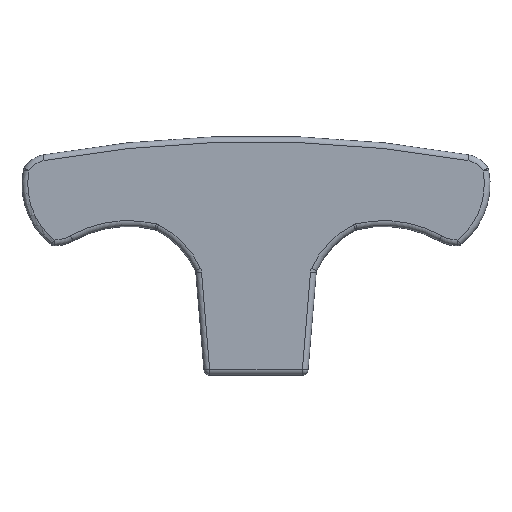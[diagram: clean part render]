
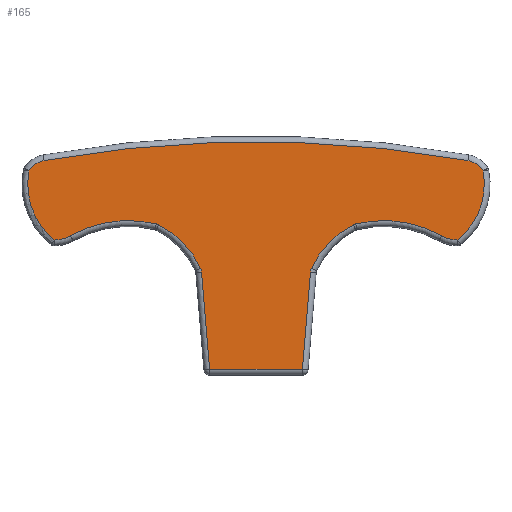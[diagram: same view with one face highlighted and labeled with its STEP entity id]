
A CAD part, top view. The second image highlights one B-rep face of the part: STEP entity #165.
In plain terms, the highlighted planar face has unit normal (0, 0, 1).
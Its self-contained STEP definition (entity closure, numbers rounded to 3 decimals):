
#165 = ADVANCED_FACE( '', ( #450 ), #451, .T. );
#450 = FACE_OUTER_BOUND( '', #812, .T. );
#451 = PLANE( '', #813 );
#812 = EDGE_LOOP( '', ( #1276, #1277, #1278, #1279, #1280, #1281, #1282, #1283, #1284, #1285, #1286, #1287, #1288, #1289, #1290, #1291, #1292, #1293 ) );
#813 = AXIS2_PLACEMENT_3D( '', #1294, #1295, #1296 );
#1276 = ORIENTED_EDGE( '', *, *, #1899, .T. );
#1277 = ORIENTED_EDGE( '', *, *, #1900, .T. );
#1278 = ORIENTED_EDGE( '', *, *, #1901, .T. );
#1279 = ORIENTED_EDGE( '', *, *, #1902, .T. );
#1280 = ORIENTED_EDGE( '', *, *, #1834, .T. );
#1281 = ORIENTED_EDGE( '', *, *, #1903, .T. );
#1282 = ORIENTED_EDGE( '', *, *, #1904, .T. );
#1283 = ORIENTED_EDGE( '', *, *, #1905, .T. );
#1284 = ORIENTED_EDGE( '', *, *, #1906, .T. );
#1285 = ORIENTED_EDGE( '', *, *, #1907, .T. );
#1286 = ORIENTED_EDGE( '', *, *, #1908, .T. );
#1287 = ORIENTED_EDGE( '', *, *, #1837, .T. );
#1288 = ORIENTED_EDGE( '', *, *, #1909, .T. );
#1289 = ORIENTED_EDGE( '', *, *, #1910, .T. );
#1290 = ORIENTED_EDGE( '', *, *, #1911, .T. );
#1291 = ORIENTED_EDGE( '', *, *, #1912, .T. );
#1292 = ORIENTED_EDGE( '', *, *, #1913, .T. );
#1293 = ORIENTED_EDGE( '', *, *, #1914, .T. );
#1294 = CARTESIAN_POINT( '', ( -40.245, -17., 20. ) );
#1295 = DIRECTION( '', ( 0., 0., 1. ) );
#1296 = DIRECTION( '', ( 1., 0., 0. ) );
#1834 = EDGE_CURVE( '', #2102, #2100, #2103, .T. );
#1837 = EDGE_CURVE( '', #2106, #2107, #2108, .T. );
#1899 = EDGE_CURVE( '', #2188, #2156, #2208, .T. );
#1900 = EDGE_CURVE( '', #2156, #2209, #2210, .T. );
#1901 = EDGE_CURVE( '', #2209, #2211, #2212, .T. );
#1902 = EDGE_CURVE( '', #2211, #2102, #2213, .T. );
#1903 = EDGE_CURVE( '', #2100, #2214, #2215, .T. );
#1904 = EDGE_CURVE( '', #2214, #2216, #2217, .F. );
#1905 = EDGE_CURVE( '', #2216, #2218, #2219, .F. );
#1906 = EDGE_CURVE( '', #2218, #2220, #2221, .F. );
#1907 = EDGE_CURVE( '', #2220, #2222, #2223, .F. );
#1908 = EDGE_CURVE( '', #2222, #2106, #2224, .T. );
#1909 = EDGE_CURVE( '', #2107, #2225, #2226, .T. );
#1910 = EDGE_CURVE( '', #2225, #2227, #2228, .F. );
#1911 = EDGE_CURVE( '', #2227, #2229, #2230, .F. );
#1912 = EDGE_CURVE( '', #2229, #2231, #2232, .F. );
#1913 = EDGE_CURVE( '', #2231, #2233, #2234, .F. );
#1914 = EDGE_CURVE( '', #2233, #2188, #2235, .T. );
#2100 = VERTEX_POINT( '', #2461 );
#2102 = VERTEX_POINT( '', #2463 );
#2103 = B_SPLINE_CURVE_WITH_KNOTS( '', 2, ( #2464, #2465, #2466, #2467, #2468, #2469, #2470, #2471, #2472 ), .UNSPECIFIED., .F., .F., ( 3, 2, 2, 2, 3 ), ( 0., 0.25, 0.5, 0.75, 1. ), .UNSPECIFIED. );
#2106 = VERTEX_POINT( '', #2475 );
#2107 = VERTEX_POINT( '', #2476 );
#2108 = LINE( '', #2477, #2478 );
#2156 = VERTEX_POINT( '', #2533 );
#2188 = VERTEX_POINT( '', #2567 );
#2208 = CIRCLE( '', #2591, 12.398 );
#2209 = VERTEX_POINT( '', #2592 );
#2210 = CIRCLE( '', #2593, 3.828 );
#2211 = VERTEX_POINT( '', #2594 );
#2212 = CIRCLE( '', #2595, 210.714 );
#2213 = CIRCLE( '', #2596, 3.828 );
#2214 = VERTEX_POINT( '', #2597 );
#2215 = CIRCLE( '', #2598, 5.77 );
#2216 = VERTEX_POINT( '', #2599 );
#2217 = CIRCLE( '', #2600, 20.513 );
#2218 = VERTEX_POINT( '', #2601 );
#2219 = CIRCLE( '', #2602, 2. );
#2220 = VERTEX_POINT( '', #2603 );
#2221 = CIRCLE( '', #2604, 15.844 );
#2222 = VERTEX_POINT( '', #2605 );
#2223 = CIRCLE( '', #2606, 2. );
#2224 = LINE( '', #2607, #2608 );
#2225 = VERTEX_POINT( '', #2609 );
#2226 = LINE( '', #2610, #2611 );
#2227 = VERTEX_POINT( '', #2612 );
#2228 = CIRCLE( '', #2613, 2. );
#2229 = VERTEX_POINT( '', #2614 );
#2230 = CIRCLE( '', #2615, 15.844 );
#2231 = VERTEX_POINT( '', #2616 );
#2232 = CIRCLE( '', #2617, 2. );
#2233 = VERTEX_POINT( '', #2618 );
#2234 = CIRCLE( '', #2619, 20.513 );
#2235 = CIRCLE( '', #2620, 5.77 );
#2461 = CARTESIAN_POINT( '', ( -35.078, 5.51, 20. ) );
#2463 = CARTESIAN_POINT( '', ( -39.55, 17.536, 20. ) );
#2464 = CARTESIAN_POINT( '', ( -39.55, 17.536, 20. ) );
#2465 = CARTESIAN_POINT( '', ( -39.86, 15.901, 20. ) );
#2466 = CARTESIAN_POINT( '', ( -39.729, 14.242, 20. ) );
#2467 = CARTESIAN_POINT( '', ( -39.593, 12.52, 20. ) );
#2468 = CARTESIAN_POINT( '', ( -38.99, 10.899, 20. ) );
#2469 = CARTESIAN_POINT( '', ( -38.388, 9.28, 20. ) );
#2470 = CARTESIAN_POINT( '', ( -37.365, 7.886, 20. ) );
#2471 = CARTESIAN_POINT( '', ( -36.382, 6.545, 20. ) );
#2472 = CARTESIAN_POINT( '', ( -35.078, 5.51, 20. ) );
#2475 = CARTESIAN_POINT( '', ( -8.08, -17., 20. ) );
#2476 = CARTESIAN_POINT( '', ( 8.08, -17., 20. ) );
#2477 = CARTESIAN_POINT( '', ( -40.245, -17., 20. ) );
#2478 = VECTOR( '', #2900, 1000. );
#2533 = CARTESIAN_POINT( '', ( 39.55, 17.536, 20. ) );
#2567 = CARTESIAN_POINT( '', ( 35.078, 5.51, 20. ) );
#2591 = AXIS2_PLACEMENT_3D( '', #3013, #3014, #3015 );
#2592 = CARTESIAN_POINT( '', ( 36.924, 19.358, 20. ) );
#2593 = AXIS2_PLACEMENT_3D( '', #3016, #3017, #3018 );
#2594 = CARTESIAN_POINT( '', ( -36.924, 19.358, 20. ) );
#2595 = AXIS2_PLACEMENT_3D( '', #3019, #3020, #3021 );
#2596 = AXIS2_PLACEMENT_3D( '', #3022, #3023, #3024 );
#2597 = CARTESIAN_POINT( '', ( -32.328, 6.253, 20. ) );
#2598 = AXIS2_PLACEMENT_3D( '', #3025, #3026, #3027 );
#2599 = CARTESIAN_POINT( '', ( -17.361, 8.301, 20. ) );
#2600 = AXIS2_PLACEMENT_3D( '', #3028, #3029, #3030 );
#2601 = CARTESIAN_POINT( '', ( -16.937, 8.144, 20. ) );
#2602 = AXIS2_PLACEMENT_3D( '', #3031, #3032, #3033 );
#2603 = CARTESIAN_POINT( '', ( -9.663, 0.577, 20. ) );
#2604 = AXIS2_PLACEMENT_3D( '', #3034, #3035, #3036 );
#2605 = CARTESIAN_POINT( '', ( -9.489, -0.087, 20. ) );
#2606 = AXIS2_PLACEMENT_3D( '', #3037, #3038, #3039 );
#2607 = CARTESIAN_POINT( '', ( -9.489, -0.087, 20. ) );
#2608 = VECTOR( '', #3040, 1000. );
#2609 = CARTESIAN_POINT( '', ( 9.489, -0.087, 20. ) );
#2610 = CARTESIAN_POINT( '', ( 8.08, -17., 20. ) );
#2611 = VECTOR( '', #3041, 1000. );
#2612 = CARTESIAN_POINT( '', ( 9.663, 0.577, 20. ) );
#2613 = AXIS2_PLACEMENT_3D( '', #3042, #3043, #3044 );
#2614 = CARTESIAN_POINT( '', ( 16.937, 8.144, 20. ) );
#2615 = AXIS2_PLACEMENT_3D( '', #3045, #3046, #3047 );
#2616 = CARTESIAN_POINT( '', ( 17.361, 8.301, 20. ) );
#2617 = AXIS2_PLACEMENT_3D( '', #3048, #3049, #3050 );
#2618 = CARTESIAN_POINT( '', ( 32.328, 6.253, 20. ) );
#2619 = AXIS2_PLACEMENT_3D( '', #3051, #3052, #3053 );
#2620 = AXIS2_PLACEMENT_3D( '', #3054, #3055, #3056 );
#2900 = DIRECTION( '', ( 1., 0., 0. ) );
#3013 = CARTESIAN_POINT( '', ( 27.37, 15.221, 20. ) );
#3014 = DIRECTION( '', ( 0., 0., 1. ) );
#3015 = DIRECTION( '', ( 1., 0., 0. ) );
#3016 = CARTESIAN_POINT( '', ( 36.254, 15.59, 20. ) );
#3017 = DIRECTION( '', ( 0., 0., 1. ) );
#3018 = DIRECTION( '', ( 1., 0., 0. ) );
#3019 = CARTESIAN_POINT( '', ( 0., -188.096, 20. ) );
#3020 = DIRECTION( '', ( 0., 0., 1. ) );
#3021 = DIRECTION( '', ( 0., -1., 0. ) );
#3022 = CARTESIAN_POINT( '', ( -36.254, 15.59, 20. ) );
#3023 = DIRECTION( '', ( 0., 0., 1. ) );
#3024 = DIRECTION( '', ( 1., 0., 0. ) );
#3025 = CARTESIAN_POINT( '', ( -35.16, 11.28, 20. ) );
#3026 = DIRECTION( '', ( 0., 0., 1. ) );
#3027 = DIRECTION( '', ( 1., 0., 0. ) );
#3028 = CARTESIAN_POINT( '', ( -22.259, -11.619, 20. ) );
#3029 = DIRECTION( '', ( 0., 0., 1. ) );
#3030 = DIRECTION( '', ( 1., 0., 0. ) );
#3031 = CARTESIAN_POINT( '', ( -17.839, 6.359, 20. ) );
#3032 = DIRECTION( '', ( 0., 0., 1. ) );
#3033 = DIRECTION( '', ( 1., 0., 0. ) );
#3034 = CARTESIAN_POINT( '', ( -24.077, -6., 20. ) );
#3035 = DIRECTION( '', ( 0., 0., 1. ) );
#3036 = DIRECTION( '', ( 1., 0., 0. ) );
#3037 = CARTESIAN_POINT( '', ( -11.482, -0.254, 20. ) );
#3038 = DIRECTION( '', ( 0., 0., 1. ) );
#3039 = DIRECTION( '', ( 1., 0., 0. ) );
#3040 = DIRECTION( '', ( 0.083, -0.997, 0. ) );
#3041 = DIRECTION( '', ( 0.083, 0.997, 0. ) );
#3042 = CARTESIAN_POINT( '', ( 11.482, -0.254, 20. ) );
#3043 = DIRECTION( '', ( 0., 0., 1. ) );
#3044 = DIRECTION( '', ( 1., 0., 0. ) );
#3045 = CARTESIAN_POINT( '', ( 24.077, -6., 20. ) );
#3046 = DIRECTION( '', ( 0., 0., 1. ) );
#3047 = DIRECTION( '', ( 1., 0., 0. ) );
#3048 = CARTESIAN_POINT( '', ( 17.839, 6.359, 20. ) );
#3049 = DIRECTION( '', ( 0., 0., 1. ) );
#3050 = DIRECTION( '', ( 1., 0., 0. ) );
#3051 = CARTESIAN_POINT( '', ( 22.259, -11.619, 20. ) );
#3052 = DIRECTION( '', ( 0., 0., 1. ) );
#3053 = DIRECTION( '', ( 1., 0., 0. ) );
#3054 = CARTESIAN_POINT( '', ( 35.16, 11.28, 20. ) );
#3055 = DIRECTION( '', ( 0., 0., 1. ) );
#3056 = DIRECTION( '', ( 1., 0., 0. ) );
